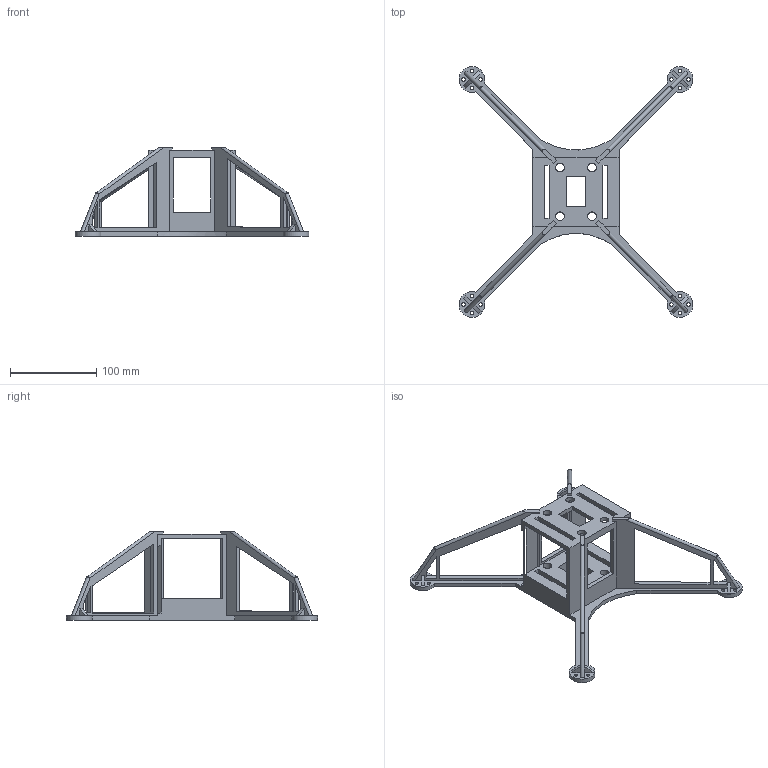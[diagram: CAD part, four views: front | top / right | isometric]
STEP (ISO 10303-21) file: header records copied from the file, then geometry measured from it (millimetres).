
FILE_DESCRIPTION(/* description */ (''),/* implementation_level */ '2;1');
FILE_NAME(/* name */ 'Drone_part.step',/* time_stamp */ '2024-07-15T18:40:45+05:30',/* author */ (''),/* organization */ (''),/* preprocessor_version */ 'ST-DEVELOPER v20',/* originating_system */ 'Autodesk Translation Framework v13.14.0.145',/* authorisation */ '');
FILE_SCHEMA (('AUTOMOTIVE_DESIGN { 1 0 10303 214 3 1 1 }'));
Length unit declared in the file: centimetre
Products named in the file (1): 1
Bounding box: 271.42 x 291.42 x 102.61 mm (x, y, z)
Volume: 353659.2 mm3; surface area: 131729.2 mm2
Topology: 1 solids, 1 shells, 206 faces, 610 edges, 404 vertices
Faces by surface type: plane 148, cylinder 48, sphere 8, bspline 2
Full cylindrical faces by diameter (mm): 4 x12, 10 x8
Entity records: 7212 total; most frequent: CARTESIAN_POINT 1412, ORIENTED_EDGE 1220, DIRECTION 1124, EDGE_CURVE 610, LINE 498, VECTOR 498, VERTEX_POINT 404, AXIS2_PLACEMENT_3D 313
